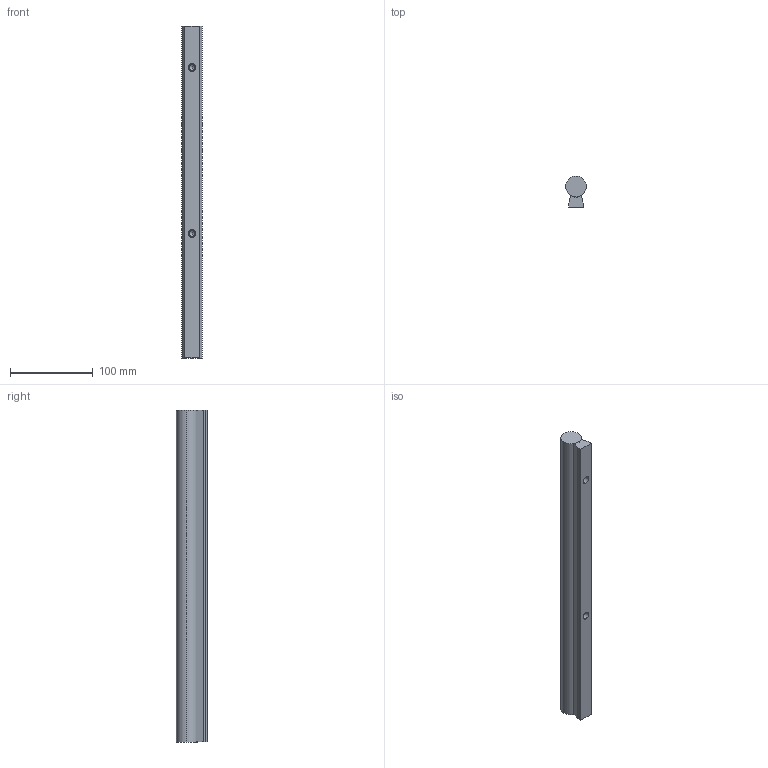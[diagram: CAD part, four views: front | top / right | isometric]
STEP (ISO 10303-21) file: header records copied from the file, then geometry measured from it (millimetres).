
FILE_DESCRIPTION (( 'STEP AP214' ), '1' );
FILE_NAME ('ShaftRailAssembly_F36C1E010C.step', '2022-08-09T23:59:53', ( '' ), ( '' ), 'SwSTEP 2.0', 'SolidWorks 2019', '' );
FILE_SCHEMA (( 'AUTOMOTIVE_DESIGN' ));
Length unit declared in the file: inch
Products named in the file (3): vInxzKZUvF_CADModel_0; ShaftRailAssembly_F36C1E010C
Assembly tree (1 placements, depth 2):
  vInxzKZUvF_CADModel_0
  ShaftRailAssembly_F36C1E010C
    vInxzKZUvF_CADModel_0
Bounding box: 25 x 37.72 x 400 mm (x, y, z)
Volume: 278471.2 mm3; surface area: 58160.3 mm2
Topology: 2 solids, 2 shells, 34 faces, 82 edges, 50 vertices
Faces by surface type: plane 16, cylinder 14, cone 4
Entity records: 1636 total; most frequent: CARTESIAN_POINT 319, DIRECTION 168, ORIENTED_EDGE 156, EDGE_CURVE 78, AXIS2_PLACEMENT_3D 59, VECTOR 50, VERTEX_POINT 50, LINE 50
